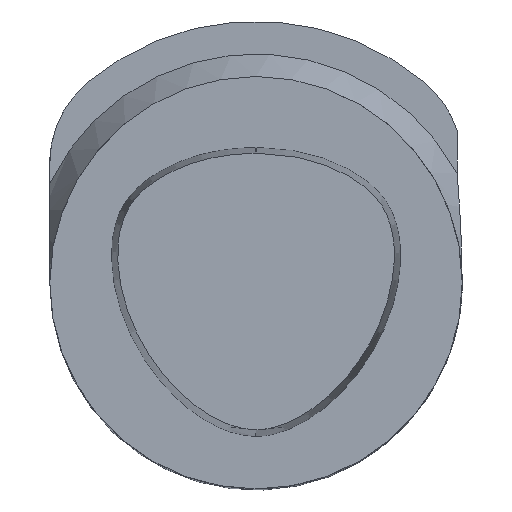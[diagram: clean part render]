
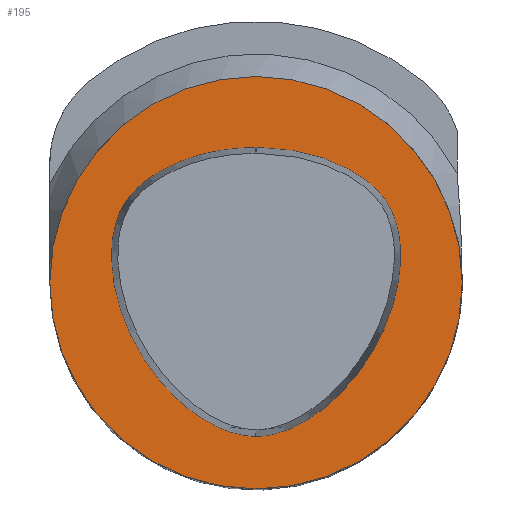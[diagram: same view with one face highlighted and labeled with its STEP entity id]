
A CAD part, top view. The second image highlights one B-rep face of the part: STEP entity #195.
In plain terms, the highlighted planar face has unit normal (0, 0, 1).
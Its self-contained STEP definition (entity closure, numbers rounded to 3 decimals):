
#98=EDGE_CURVE('240[2]',#273,#273,#274,.T.);
#176=EDGE_CURVE('240[2]',#366,#389,#390,.T.);
#186=EDGE_CURVE('240[2]',#389,#316,#402,.T.);
#195=ADVANCED_FACE('240[2]',(#411,#412),#413,.F.);
#210=EDGE_CURVE('240[2]',#316,#366,#429,.T.);
#273=VERTEX_POINT('',#492);
#274=CIRCLE('',#493,31.492);
#316=VERTEX_POINT('',#558);
#366=VERTEX_POINT('',#717);
#389=VERTEX_POINT('',#826);
#390=CIRCLE('',#827,0.95);
#402=B_SPLINE_CURVE_WITH_KNOTS('',3,(#843,#844,#845,#846,#847,#848,#849,#850,#851,#852,#853,#854,#855,#856,#857,#858,#859,#860,#861,#862,#863,#864,#865,#866,#867,#868,#869,#870,#871,#872),.UNSPECIFIED.,.F.,.F.,(4,2,2,2,2,2,2,2,2,2,2,2,2,2,4),(0.0,0.577,1.154,1.433,1.712,1.992,2.271,2.859,3.154,3.448,4.366,5.283,5.813,6.214,6.615),.UNSPECIFIED.);
#411=FACE_OUTER_BOUND('',#894,.T.);
#412=FACE_BOUND('',#895,.T.);
#413=PLANE('',#896);
#429=B_SPLINE_CURVE_WITH_KNOTS('',3,(#922,#923,#924,#925,#926,#927,#928,#929,#930,#931,#932,#933,#934,#935,#936,#937,#938,#939,#940,#941,#942,#943,#944,#945,#946,#947,#948,#949,#950,#951,#952,#953),.UNSPECIFIED.,.F.,.F.,(4,2,2,2,2,2,2,2,2,2,2,2,2,2,2,4),(6.615,6.904,7.192,7.48,7.769,8.327,8.886,10.063,10.522,10.981,11.21,11.44,11.898,12.428,12.829,13.23),.UNSPECIFIED.);
#492=CARTESIAN_POINT('',(0.,31.492,0.0));
#493=AXIS2_PLACEMENT_3D('',#1055,#1056,#1057);
#558=CARTESIAN_POINT('',(-0.044,-23.469,0.0));
#717=CARTESIAN_POINT('',(-0.045,20.677,0.0));
#826=CARTESIAN_POINT('',(0.045,20.677,0.0));
#827=AXIS2_PLACEMENT_3D('',#1160,#1161,#1162);
#843=CARTESIAN_POINT('',(0.045,20.677,0.0));
#844=CARTESIAN_POINT('',(1.968,20.588,0.0));
#845=CARTESIAN_POINT('',(3.953,20.485,0.));
#846=CARTESIAN_POINT('',(7.863,19.797,0.));
#847=CARTESIAN_POINT('',(9.794,19.25,0.));
#848=CARTESIAN_POINT('',(12.535,18.133,0.0));
#849=CARTESIAN_POINT('',(13.411,17.719,0.0));
#850=CARTESIAN_POINT('',(15.123,16.78,0.));
#851=CARTESIAN_POINT('',(15.962,16.259,0.0));
#852=CARTESIAN_POINT('',(17.56,15.067,0.0));
#853=CARTESIAN_POINT('',(18.314,14.396,0.));
#854=CARTESIAN_POINT('',(19.639,12.867,0.));
#855=CARTESIAN_POINT('',(20.198,12.,0.0));
#856=CARTESIAN_POINT('',(21.562,9.159,0.0));
#857=CARTESIAN_POINT('',(21.995,7.022,0.0));
#858=CARTESIAN_POINT('',(22.113,3.903,0.0));
#859=CARTESIAN_POINT('',(22.067,2.879,0.0));
#860=CARTESIAN_POINT('',(21.855,0.853,0.0));
#861=CARTESIAN_POINT('',(21.693,-0.149,0.));
#862=CARTESIAN_POINT('',(20.816,-4.237,0.));
#863=CARTESIAN_POINT('',(19.66,-7.209,0.));
#864=CARTESIAN_POINT('',(16.575,-12.714,0.0));
#865=CARTESIAN_POINT('',(14.647,-15.248,0.));
#866=CARTESIAN_POINT('',(11.05,-18.702,0.));
#867=CARTESIAN_POINT('',(9.618,-19.857,0.0));
#868=CARTESIAN_POINT('',(6.855,-21.571,0.));
#869=CARTESIAN_POINT('',(5.58,-22.214,0.0));
#870=CARTESIAN_POINT('',(2.867,-23.17,0.0));
#871=CARTESIAN_POINT('',(1.426,-23.477,0.0));
#872=CARTESIAN_POINT('',(-0.044,-23.469,0.0));
#894=EDGE_LOOP('',(#1190));
#895=EDGE_LOOP('',(#1191,#1192,#1193));
#896=AXIS2_PLACEMENT_3D('',#1194,#1195,#1196);
#922=CARTESIAN_POINT('',(-0.044,-23.469,0.0));
#923=CARTESIAN_POINT('',(-1.1,-23.464,0.));
#924=CARTESIAN_POINT('',(-2.144,-23.297,0.0));
#925=CARTESIAN_POINT('',(-4.142,-22.759,0.0));
#926=CARTESIAN_POINT('',(-5.098,-22.39,0.));
#927=CARTESIAN_POINT('',(-6.935,-21.508,0.));
#928=CARTESIAN_POINT('',(-7.804,-21.,0.));
#929=CARTESIAN_POINT('',(-9.469,-19.889,0.));
#930=CARTESIAN_POINT('',(-10.267,-19.285,0.));
#931=CARTESIAN_POINT('',(-12.503,-17.396,0.));
#932=CARTESIAN_POINT('',(-13.842,-16.005,0.0));
#933=CARTESIAN_POINT('',(-16.251,-13.01,0.));
#934=CARTESIAN_POINT('',(-17.321,-11.408,0.));
#935=CARTESIAN_POINT('',(-20.195,-6.179,0.));
#936=CARTESIAN_POINT('',(-21.526,-2.27,0.));
#937=CARTESIAN_POINT('',(-22.108,3.365,0.));
#938=CARTESIAN_POINT('',(-22.144,4.957,0.));
#939=CARTESIAN_POINT('',(-21.744,8.215,0.));
#940=CARTESIAN_POINT('',(-21.281,9.878,0.0));
#941=CARTESIAN_POINT('',(-20.179,12.032,0.0));
#942=CARTESIAN_POINT('',(-19.702,12.759,0.));
#943=CARTESIAN_POINT('',(-18.626,14.044,0.));
#944=CARTESIAN_POINT('',(-18.039,14.612,0.0));
#945=CARTESIAN_POINT('',(-16.128,16.197,0.));
#946=CARTESIAN_POINT('',(-14.762,17.03,0.0));
#947=CARTESIAN_POINT('',(-11.686,18.546,0.0));
#948=CARTESIAN_POINT('',(-9.963,19.18,0.0));
#949=CARTESIAN_POINT('',(-6.847,20.003,0.0));
#950=CARTESIAN_POINT('',(-5.472,20.25,0.0));
#951=CARTESIAN_POINT('',(-2.739,20.547,0.0));
#952=CARTESIAN_POINT('',(-1.382,20.612,0.0));
#953=CARTESIAN_POINT('',(-0.045,20.677,0.0));
#1055=CARTESIAN_POINT('',(0.0,0.0,0.0));
#1056=DIRECTION('',(0.,0.,-1.0));
#1057=DIRECTION('',(0.,1.0,0.));
#1160=CARTESIAN_POINT('',(0.001,19.728,0.0));
#1161=DIRECTION('',(0.0,0.0,-1.0));
#1162=DIRECTION('',(0.046,0.999,0.0));
#1190=ORIENTED_EDGE('',*,*,#98,.F.);
#1191=ORIENTED_EDGE('',*,*,#210,.T.);
#1192=ORIENTED_EDGE('',*,*,#176,.T.);
#1193=ORIENTED_EDGE('',*,*,#186,.T.);
#1194=CARTESIAN_POINT('',(0.,15.746,0.0));
#1195=DIRECTION('',(0.,0.,-1.0));
#1196=DIRECTION('',(-1.0,0.,0.0));
